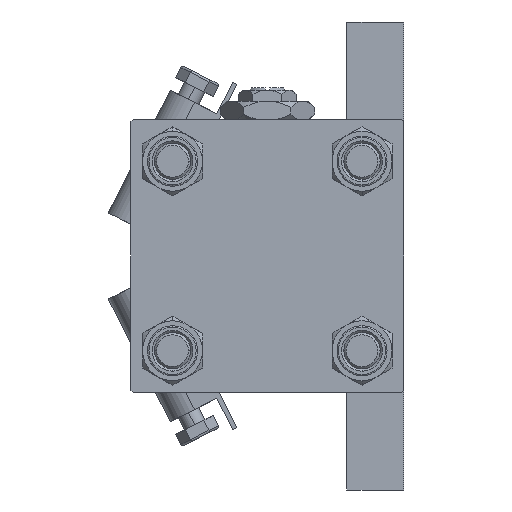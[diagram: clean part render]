
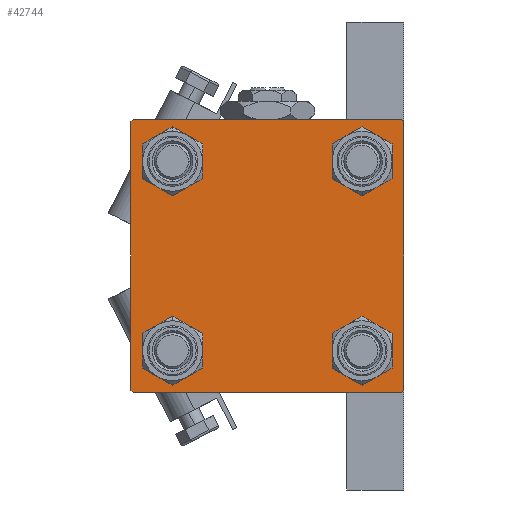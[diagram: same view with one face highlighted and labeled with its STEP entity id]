
A CAD part, left-side view. The second image highlights one B-rep face of the part: STEP entity #42744.
In plain terms, the highlighted planar face has unit normal (-1, 0, 0).
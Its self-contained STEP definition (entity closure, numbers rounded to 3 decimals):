
#249 = VERTEX_POINT ( 'NONE', #28920 ) ;
#313 = ORIENTED_EDGE ( 'NONE', *, *, #23261, .F. ) ;
#518 = EDGE_CURVE ( 'NONE', #39840, #10978, #3866, .T. ) ;
#1183 = DIRECTION ( 'NONE',  ( 0., -1., 0. ) ) ;
#1387 = LINE ( 'NONE', #17348, #10026 ) ;
#1593 = CARTESIAN_POINT ( 'NONE',  ( 0., -20.85, -20.85 ) ) ;
#2151 = AXIS2_PLACEMENT_3D ( 'NONE', #45942, #26036, #22361 ) ;
#2602 = EDGE_CURVE ( 'NONE', #9006, #28640, #43510, .T. ) ;
#2828 = DIRECTION ( 'NONE',  ( 0., 0.707, 0.707 ) ) ;
#3180 = VERTEX_POINT ( 'NONE', #49978 ) ;
#3640 = EDGE_CURVE ( 'NONE', #28570, #46886, #42048, .T. ) ;
#3830 = ORIENTED_EDGE ( 'NONE', *, *, #44941, .T. ) ;
#3864 = EDGE_CURVE ( 'NONE', #28640, #28570, #10237, .T. ) ;
#3866 = CIRCLE ( 'NONE', #17244, 4.5 ) ;
#4582 = DIRECTION ( 'NONE',  ( 1., 0., 0. ) ) ;
#4880 = DIRECTION ( 'NONE',  ( 0., 0., 1. ) ) ;
#6220 = DIRECTION ( 'NONE',  ( -1., 0., 0. ) ) ;
#7474 = EDGE_CURVE ( 'NONE', #31723, #249, #45937, .T. ) ;
#7501 = CARTESIAN_POINT ( 'NONE',  ( 0., -29.5, -30. ) ) ;
#7635 = DIRECTION ( 'NONE',  ( 0., -0.707, -0.707 ) ) ;
#8185 = ORIENTED_EDGE ( 'NONE', *, *, #50794, .T. ) ;
#8313 = VECTOR ( 'NONE', #2828, 1000. ) ;
#8375 = CIRCLE ( 'NONE', #46846, 4.5 ) ;
#8480 = VERTEX_POINT ( 'NONE', #12769 ) ;
#8509 = CARTESIAN_POINT ( 'NONE',  ( 0., 20.85, -20.85 ) ) ;
#9006 = VERTEX_POINT ( 'NONE', #35663 ) ;
#9049 = VERTEX_POINT ( 'NONE', #14729 ) ;
#9110 = CARTESIAN_POINT ( 'NONE',  ( 0., 0., 0. ) ) ;
#9528 = EDGE_CURVE ( 'NONE', #9049, #37896, #8375, .T. ) ;
#10026 = VECTOR ( 'NONE', #38266, 1000. ) ;
#10237 = LINE ( 'NONE', #45856, #28225 ) ;
#10368 = CARTESIAN_POINT ( 'NONE',  ( 0., -29.75, -29.75 ) ) ;
#10648 = EDGE_CURVE ( 'NONE', #8480, #48087, #24301, .T. ) ;
#10949 = AXIS2_PLACEMENT_3D ( 'NONE', #1593, #14133, #17557 ) ;
#10978 = VERTEX_POINT ( 'NONE', #26666 ) ;
#11381 = ORIENTED_EDGE ( 'NONE', *, *, #14910, .T. ) ;
#11440 = CARTESIAN_POINT ( 'NONE',  ( 0., 29.75, 29.75 ) ) ;
#11459 = VECTOR ( 'NONE', #7635, 1000. ) ;
#11481 = EDGE_CURVE ( 'NONE', #44771, #18921, #42720, .T. ) ;
#12039 = ORIENTED_EDGE ( 'NONE', *, *, #3864, .T. ) ;
#12331 = DIRECTION ( 'NONE',  ( 0., 0., 1. ) ) ;
#12769 = CARTESIAN_POINT ( 'NONE',  ( 0., 20.85, -25.35 ) ) ;
#12859 = VERTEX_POINT ( 'NONE', #47174 ) ;
#12918 = ORIENTED_EDGE ( 'NONE', *, *, #36424, .T. ) ;
#13037 = FACE_BOUND ( 'NONE', #37354, .T. ) ;
#13209 = DIRECTION ( 'NONE',  ( 1., 0., 0. ) ) ;
#13656 = DIRECTION ( 'NONE',  ( 0., -1., 0. ) ) ;
#14003 = EDGE_LOOP ( 'NONE', ( #16841, #18478, #12039, #31021, #313, #3830, #18387, #14350 ) ) ;
#14081 = CARTESIAN_POINT ( 'NONE',  ( 0., -29.75, 29.75 ) ) ;
#14093 = AXIS2_PLACEMENT_3D ( 'NONE', #9110, #6220, #25080 ) ;
#14133 = DIRECTION ( 'NONE',  ( 1., 0., 0. ) ) ;
#14350 = ORIENTED_EDGE ( 'NONE', *, *, #28564, .T. ) ;
#14497 = CARTESIAN_POINT ( 'NONE',  ( 0., -20.85, 20.85 ) ) ;
#14729 = CARTESIAN_POINT ( 'NONE',  ( 0., 20.85, 16.35 ) ) ;
#14910 = EDGE_CURVE ( 'NONE', #37896, #9049, #25158, .T. ) ;
#15083 = EDGE_CURVE ( 'NONE', #18921, #44771, #28507, .T. ) ;
#15360 = VECTOR ( 'NONE', #31336, 1000. ) ;
#15859 = DIRECTION ( 'NONE',  ( 0., 0., 1. ) ) ;
#15915 = CARTESIAN_POINT ( 'NONE',  ( 0., -20.85, 16.35 ) ) ;
#16276 = CARTESIAN_POINT ( 'NONE',  ( 0., 20.85, 20.85 ) ) ;
#16841 = ORIENTED_EDGE ( 'NONE', *, *, #46947, .T. ) ;
#17244 = AXIS2_PLACEMENT_3D ( 'NONE', #14497, #18685, #51175 ) ;
#17348 = CARTESIAN_POINT ( 'NONE',  ( 0., 30., 30. ) ) ;
#17384 = CARTESIAN_POINT ( 'NONE',  ( 0., -20.85, -16.35 ) ) ;
#17489 = FACE_BOUND ( 'NONE', #37641, .T. ) ;
#17557 = DIRECTION ( 'NONE',  ( 0., 0., 1. ) ) ;
#17923 = CARTESIAN_POINT ( 'NONE',  ( 0., 30., 30. ) ) ;
#18387 = ORIENTED_EDGE ( 'NONE', *, *, #7474, .F. ) ;
#18478 = ORIENTED_EDGE ( 'NONE', *, *, #2602, .T. ) ;
#18506 = CIRCLE ( 'NONE', #47774, 4.5 ) ;
#18537 = DIRECTION ( 'NONE',  ( 1., 0., 0. ) ) ;
#18685 = DIRECTION ( 'NONE',  ( 1., 0., 0. ) ) ;
#18797 = CARTESIAN_POINT ( 'NONE',  ( 0., 20.85, 20.85 ) ) ;
#18864 = CARTESIAN_POINT ( 'NONE',  ( 0., 29.5, 30. ) ) ;
#18921 = VERTEX_POINT ( 'NONE', #17384 ) ;
#19259 = DIRECTION ( 'NONE',  ( 0., 0., -1. ) ) ;
#21249 = ORIENTED_EDGE ( 'NONE', *, *, #10648, .T. ) ;
#21414 = FACE_BOUND ( 'NONE', #50730, .T. ) ;
#21540 = VECTOR ( 'NONE', #22151, 1000. ) ;
#22151 = DIRECTION ( 'NONE',  ( 0., -0.707, 0.707 ) ) ;
#22361 = DIRECTION ( 'NONE',  ( 0., 0., 1. ) ) ;
#23261 = EDGE_CURVE ( 'NONE', #3180, #46886, #44391, .T. ) ;
#23511 = AXIS2_PLACEMENT_3D ( 'NONE', #45931, #13209, #41477 ) ;
#23711 = CARTESIAN_POINT ( 'NONE',  ( 0., -30., 30. ) ) ;
#24301 = CIRCLE ( 'NONE', #32668, 4.5 ) ;
#25080 = DIRECTION ( 'NONE',  ( 0., 0., 1. ) ) ;
#25158 = CIRCLE ( 'NONE', #49425, 4.5 ) ;
#25283 = CARTESIAN_POINT ( 'NONE',  ( 0., 29.5, -30. ) ) ;
#25875 = VECTOR ( 'NONE', #1183, 1000. ) ;
#26036 = DIRECTION ( 'NONE',  ( 1., 0., 0. ) ) ;
#26666 = CARTESIAN_POINT ( 'NONE',  ( 0., -20.85, 25.35 ) ) ;
#28225 = VECTOR ( 'NONE', #13656, 1000. ) ;
#28507 = CIRCLE ( 'NONE', #10949, 4.5 ) ;
#28564 = EDGE_CURVE ( 'NONE', #31723, #12859, #47311, .T. ) ;
#28570 = VERTEX_POINT ( 'NONE', #7501 ) ;
#28640 = VERTEX_POINT ( 'NONE', #25283 ) ;
#28920 = CARTESIAN_POINT ( 'NONE',  ( 0., -29.5, 30. ) ) ;
#29790 = PLANE ( 'NONE',  #14093 ) ;
#31021 = ORIENTED_EDGE ( 'NONE', *, *, #3640, .T. ) ;
#31206 = CARTESIAN_POINT ( 'NONE',  ( 0., 20.85, -16.35 ) ) ;
#31210 = CARTESIAN_POINT ( 'NONE',  ( 0., 29.75, -29.75 ) ) ;
#31336 = DIRECTION ( 'NONE',  ( 0., 0.707, -0.707 ) ) ;
#31723 = VERTEX_POINT ( 'NONE', #18864 ) ;
#32234 = DIRECTION ( 'NONE',  ( 1., 0., 0. ) ) ;
#32373 = CARTESIAN_POINT ( 'NONE',  ( 0., -20.85, 20.85 ) ) ;
#32668 = AXIS2_PLACEMENT_3D ( 'NONE', #8509, #4582, #15859 ) ;
#33787 = ORIENTED_EDGE ( 'NONE', *, *, #11481, .T. ) ;
#34508 = DIRECTION ( 'NONE',  ( 0., 0., 1. ) ) ;
#35663 = CARTESIAN_POINT ( 'NONE',  ( 0., 30., -29.5 ) ) ;
#36424 = EDGE_CURVE ( 'NONE', #48087, #8480, #39743, .T. ) ;
#36460 = CARTESIAN_POINT ( 'NONE',  ( 0., -30., -29.5 ) ) ;
#37354 = EDGE_LOOP ( 'NONE', ( #8185, #49869 ) ) ;
#37641 = EDGE_LOOP ( 'NONE', ( #11381, #48390 ) ) ;
#37896 = VERTEX_POINT ( 'NONE', #46058 ) ;
#38163 = LINE ( 'NONE', #14081, #8313 ) ;
#38266 = DIRECTION ( 'NONE',  ( 0., 0., -1. ) ) ;
#39743 = CIRCLE ( 'NONE', #2151, 4.5 ) ;
#39840 = VERTEX_POINT ( 'NONE', #15915 ) ;
#40872 = ORIENTED_EDGE ( 'NONE', *, *, #15083, .T. ) ;
#41304 = FACE_BOUND ( 'NONE', #43262, .T. ) ;
#41477 = DIRECTION ( 'NONE',  ( 0., 0., 1. ) ) ;
#42048 = LINE ( 'NONE', #10368, #21540 ) ;
#42720 = CIRCLE ( 'NONE', #23511, 4.5 ) ;
#42744 = ADVANCED_FACE ( 'NONE', ( #13037, #41304, #21414, #17489, #49699 ), #29790, .T. ) ;
#43262 = EDGE_LOOP ( 'NONE', ( #40872, #33787 ) ) ;
#43510 = LINE ( 'NONE', #31210, #11459 ) ;
#44391 = LINE ( 'NONE', #23711, #46942 ) ;
#44771 = VERTEX_POINT ( 'NONE', #47902 ) ;
#44941 = EDGE_CURVE ( 'NONE', #3180, #249, #38163, .T. ) ;
#45856 = CARTESIAN_POINT ( 'NONE',  ( 0., 30., -30. ) ) ;
#45931 = CARTESIAN_POINT ( 'NONE',  ( 0., -20.85, -20.85 ) ) ;
#45937 = LINE ( 'NONE', #17923, #25875 ) ;
#45942 = CARTESIAN_POINT ( 'NONE',  ( 0., 20.85, -20.85 ) ) ;
#46058 = CARTESIAN_POINT ( 'NONE',  ( 0., 20.85, 25.35 ) ) ;
#46846 = AXIS2_PLACEMENT_3D ( 'NONE', #18797, #18537, #34508 ) ;
#46886 = VERTEX_POINT ( 'NONE', #36460 ) ;
#46942 = VECTOR ( 'NONE', #19259, 1000. ) ;
#46947 = EDGE_CURVE ( 'NONE', #12859, #9006, #1387, .T. ) ;
#47174 = CARTESIAN_POINT ( 'NONE',  ( 0., 30., 29.5 ) ) ;
#47311 = LINE ( 'NONE', #11440, #15360 ) ;
#47774 = AXIS2_PLACEMENT_3D ( 'NONE', #32373, #48345, #4880 ) ;
#47902 = CARTESIAN_POINT ( 'NONE',  ( 0., -20.85, -25.35 ) ) ;
#48087 = VERTEX_POINT ( 'NONE', #31206 ) ;
#48345 = DIRECTION ( 'NONE',  ( 1., 0., 0. ) ) ;
#48390 = ORIENTED_EDGE ( 'NONE', *, *, #9528, .T. ) ;
#49425 = AXIS2_PLACEMENT_3D ( 'NONE', #16276, #32234, #12331 ) ;
#49699 = FACE_OUTER_BOUND ( 'NONE', #14003, .T. ) ;
#49869 = ORIENTED_EDGE ( 'NONE', *, *, #518, .T. ) ;
#49978 = CARTESIAN_POINT ( 'NONE',  ( 0., -30., 29.5 ) ) ;
#50730 = EDGE_LOOP ( 'NONE', ( #12918, #21249 ) ) ;
#50794 = EDGE_CURVE ( 'NONE', #10978, #39840, #18506, .T. ) ;
#51175 = DIRECTION ( 'NONE',  ( 0., 0., 1. ) ) ;
